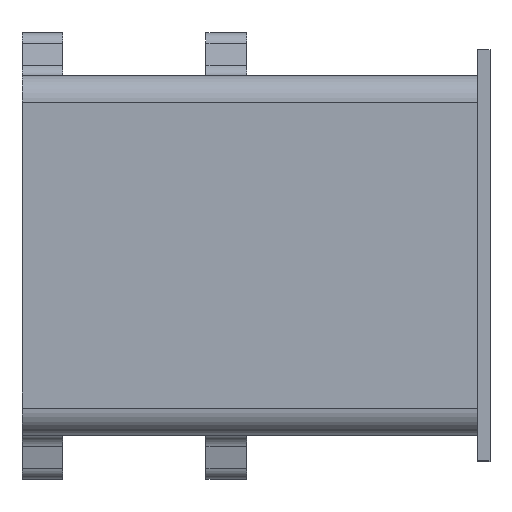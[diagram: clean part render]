
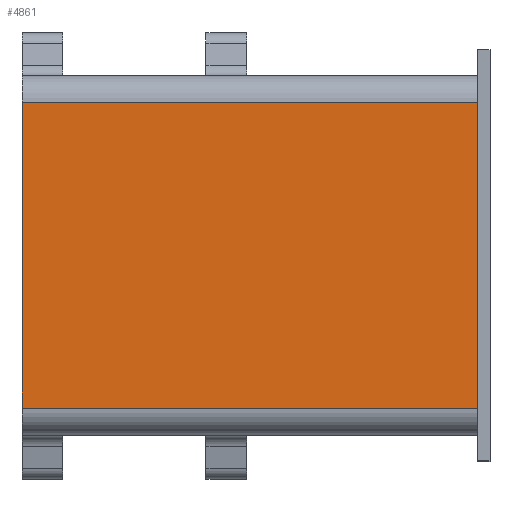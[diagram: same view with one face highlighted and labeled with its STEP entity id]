
A CAD part, top view. The second image highlights one B-rep face of the part: STEP entity #4861.
In plain terms, the highlighted planar face has unit normal (0, 0, 1).
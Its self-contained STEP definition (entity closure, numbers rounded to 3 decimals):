
#283 = PLANE('',#284);
#284 = AXIS2_PLACEMENT_3D('',#285,#286,#287);
#285 = CARTESIAN_POINT('',(0.,-13.3,0.));
#286 = DIRECTION('',(-1.,0.,0.));
#287 = DIRECTION('',(0.,1.,0.));
#813 = CYLINDRICAL_SURFACE('',#814,1.);
#814 = AXIS2_PLACEMENT_3D('',#815,#816,#817);
#815 = CARTESIAN_POINT('',(0.,-1.,14.6));
#816 = DIRECTION('',(1.,0.,0.));
#817 = DIRECTION('',(0.,0.,1.));
#841 = PLANE('',#842);
#842 = AXIS2_PLACEMENT_3D('',#843,#844,#845);
#843 = CARTESIAN_POINT('',(16.85,-14.25,16.3));
#844 = DIRECTION('',(1.,0.,0.));
#845 = DIRECTION('',(0.,0.,1.));
#1741 = VERTEX_POINT('',#1742);
#1742 = CARTESIAN_POINT('',(0.,-12.3,15.6));
#1757 = CYLINDRICAL_SURFACE('',#1758,1.);
#1758 = AXIS2_PLACEMENT_3D('',#1759,#1760,#1761);
#1759 = CARTESIAN_POINT('',(16.85,-12.3,14.6));
#1760 = DIRECTION('',(-1.,0.,0.));
#1761 = DIRECTION('',(0.,-1.,0.));
#1769 = EDGE_CURVE('',#1741,#1770,#1772,.T.);
#1770 = VERTEX_POINT('',#1771);
#1771 = CARTESIAN_POINT('',(0.,-1.,15.6));
#1772 = SURFACE_CURVE('',#1773,(#1777,#1784),.PCURVE_S1.);
#1773 = LINE('',#1774,#1775);
#1774 = CARTESIAN_POINT('',(0.,-13.3,15.6));
#1775 = VECTOR('',#1776,1.);
#1776 = DIRECTION('',(0.,1.,0.));
#1777 = PCURVE('',#283,#1778);
#1778 = DEFINITIONAL_REPRESENTATION('',(#1779),#1783);
#1779 = LINE('',#1780,#1781);
#1780 = CARTESIAN_POINT('',(0.,-15.6));
#1781 = VECTOR('',#1782,1.);
#1782 = DIRECTION('',(1.,0.));
#1783 = ( GEOMETRIC_REPRESENTATION_CONTEXT(2) 
PARAMETRIC_REPRESENTATION_CONTEXT() REPRESENTATION_CONTEXT('2D SPACE',''
  ) );
#1784 = PCURVE('',#1785,#1790);
#1785 = PLANE('',#1786);
#1786 = AXIS2_PLACEMENT_3D('',#1787,#1788,#1789);
#1787 = CARTESIAN_POINT('',(0.,0.,15.6));
#1788 = DIRECTION('',(0.,0.,1.));
#1789 = DIRECTION('',(1.,0.,0.));
#1790 = DEFINITIONAL_REPRESENTATION('',(#1791),#1795);
#1791 = LINE('',#1792,#1793);
#1792 = CARTESIAN_POINT('',(0.,-13.3));
#1793 = VECTOR('',#1794,1.);
#1794 = DIRECTION('',(0.,1.));
#1795 = ( GEOMETRIC_REPRESENTATION_CONTEXT(2) 
PARAMETRIC_REPRESENTATION_CONTEXT() REPRESENTATION_CONTEXT('2D SPACE',''
  ) );
#3287 = VERTEX_POINT('',#3288);
#3288 = CARTESIAN_POINT('',(16.85,-1.,15.6));
#3314 = EDGE_CURVE('',#1770,#3287,#3315,.T.);
#3315 = SURFACE_CURVE('',#3316,(#3320,#3327),.PCURVE_S1.);
#3316 = LINE('',#3317,#3318);
#3317 = CARTESIAN_POINT('',(0.,-1.,15.6));
#3318 = VECTOR('',#3319,1.);
#3319 = DIRECTION('',(1.,0.,0.));
#3320 = PCURVE('',#813,#3321);
#3321 = DEFINITIONAL_REPRESENTATION('',(#3322),#3326);
#3322 = LINE('',#3323,#3324);
#3323 = CARTESIAN_POINT('',(-0.,0.));
#3324 = VECTOR('',#3325,1.);
#3325 = DIRECTION('',(-0.,1.));
#3326 = ( GEOMETRIC_REPRESENTATION_CONTEXT(2) 
PARAMETRIC_REPRESENTATION_CONTEXT() REPRESENTATION_CONTEXT('2D SPACE',''
  ) );
#3327 = PCURVE('',#1785,#3328);
#3328 = DEFINITIONAL_REPRESENTATION('',(#3329),#3333);
#3329 = LINE('',#3330,#3331);
#3330 = CARTESIAN_POINT('',(0.,-1.));
#3331 = VECTOR('',#3332,1.);
#3332 = DIRECTION('',(1.,0.));
#3333 = ( GEOMETRIC_REPRESENTATION_CONTEXT(2) 
PARAMETRIC_REPRESENTATION_CONTEXT() REPRESENTATION_CONTEXT('2D SPACE',''
  ) );
#3387 = EDGE_CURVE('',#3388,#3287,#3390,.T.);
#3388 = VERTEX_POINT('',#3389);
#3389 = CARTESIAN_POINT('',(16.85,-12.3,15.6));
#3390 = SURFACE_CURVE('',#3391,(#3395,#3402),.PCURVE_S1.);
#3391 = LINE('',#3392,#3393);
#3392 = CARTESIAN_POINT('',(16.85,-13.3,15.6));
#3393 = VECTOR('',#3394,1.);
#3394 = DIRECTION('',(0.,1.,0.));
#3395 = PCURVE('',#841,#3396);
#3396 = DEFINITIONAL_REPRESENTATION('',(#3397),#3401);
#3397 = LINE('',#3398,#3399);
#3398 = CARTESIAN_POINT('',(-0.7,-0.95));
#3399 = VECTOR('',#3400,1.);
#3400 = DIRECTION('',(0.,-1.));
#3401 = ( GEOMETRIC_REPRESENTATION_CONTEXT(2) 
PARAMETRIC_REPRESENTATION_CONTEXT() REPRESENTATION_CONTEXT('2D SPACE',''
  ) );
#3402 = PCURVE('',#1785,#3403);
#3403 = DEFINITIONAL_REPRESENTATION('',(#3404),#3408);
#3404 = LINE('',#3405,#3406);
#3405 = CARTESIAN_POINT('',(16.85,-13.3));
#3406 = VECTOR('',#3407,1.);
#3407 = DIRECTION('',(0.,1.));
#3408 = ( GEOMETRIC_REPRESENTATION_CONTEXT(2) 
PARAMETRIC_REPRESENTATION_CONTEXT() REPRESENTATION_CONTEXT('2D SPACE',''
  ) );
#4594 = EDGE_CURVE('',#3388,#1741,#4595,.T.);
#4595 = SURFACE_CURVE('',#4596,(#4600,#4607),.PCURVE_S1.);
#4596 = LINE('',#4597,#4598);
#4597 = CARTESIAN_POINT('',(16.85,-12.3,15.6));
#4598 = VECTOR('',#4599,1.);
#4599 = DIRECTION('',(-1.,0.,0.));
#4600 = PCURVE('',#1757,#4601);
#4601 = DEFINITIONAL_REPRESENTATION('',(#4602),#4606);
#4602 = LINE('',#4603,#4604);
#4603 = CARTESIAN_POINT('',(1.571,0.));
#4604 = VECTOR('',#4605,1.);
#4605 = DIRECTION('',(0.,1.));
#4606 = ( GEOMETRIC_REPRESENTATION_CONTEXT(2) 
PARAMETRIC_REPRESENTATION_CONTEXT() REPRESENTATION_CONTEXT('2D SPACE',''
  ) );
#4607 = PCURVE('',#1785,#4608);
#4608 = DEFINITIONAL_REPRESENTATION('',(#4609),#4613);
#4609 = LINE('',#4610,#4611);
#4610 = CARTESIAN_POINT('',(16.85,-12.3));
#4611 = VECTOR('',#4612,1.);
#4612 = DIRECTION('',(-1.,0.));
#4613 = ( GEOMETRIC_REPRESENTATION_CONTEXT(2) 
PARAMETRIC_REPRESENTATION_CONTEXT() REPRESENTATION_CONTEXT('2D SPACE',''
  ) );
#4861 = ADVANCED_FACE('',(#4862),#1785,.T.);
#4862 = FACE_BOUND('',#4863,.T.);
#4863 = EDGE_LOOP('',(#4864,#4865,#4866,#4867));
#4864 = ORIENTED_EDGE('',*,*,#3387,.T.);
#4865 = ORIENTED_EDGE('',*,*,#3314,.F.);
#4866 = ORIENTED_EDGE('',*,*,#1769,.F.);
#4867 = ORIENTED_EDGE('',*,*,#4594,.F.);
